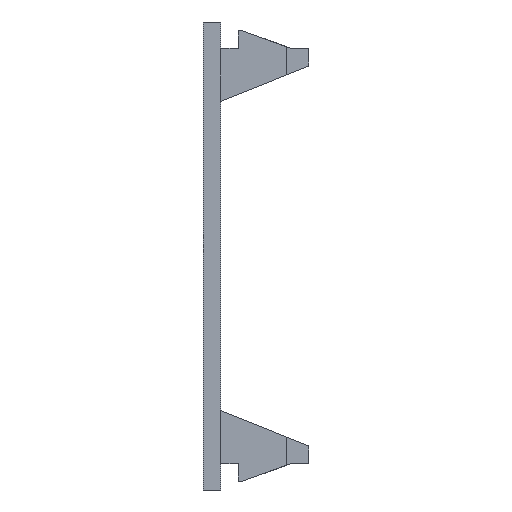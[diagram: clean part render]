
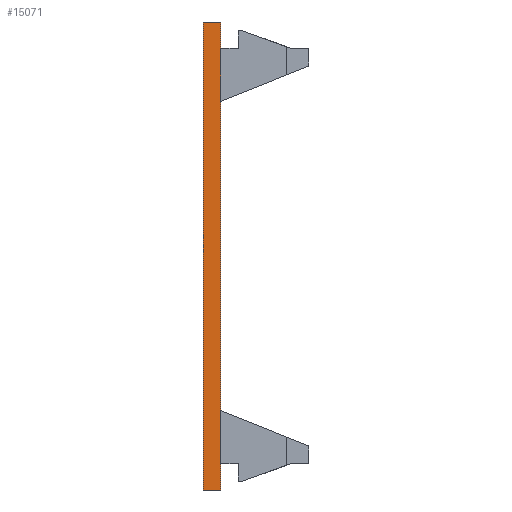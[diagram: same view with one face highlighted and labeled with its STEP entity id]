
A CAD part, left-side view. The second image highlights one B-rep face of the part: STEP entity #15071.
In plain terms, the highlighted planar face has unit normal (-1, 0, 0).
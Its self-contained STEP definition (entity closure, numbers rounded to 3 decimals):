
#15071=ADVANCED_FACE('',(#30804),#30805,.F.);
#30804=FACE_OUTER_BOUND('',#46528,.T.);
#30805=PLANE('',#46529);
#46528=EDGE_LOOP('',(#96673,#96674,#96675,#96676));
#46529=AXIS2_PLACEMENT_3D('',#96677,#96678,#96679);
#96673=ORIENTED_EDGE('',*,*,#96804,.T.);
#96674=ORIENTED_EDGE('',*,*,#116729,.T.);
#96675=ORIENTED_EDGE('',*,*,#116733,.T.);
#96676=ORIENTED_EDGE('',*,*,#116736,.T.);
#96677=CARTESIAN_POINT('',(0.0,11.0,26.5));
#96678=DIRECTION('',(1.0,0.0,0.0));
#96679=DIRECTION('',(0.0,1.0,-0.0));
#96804=EDGE_CURVE('',#116926,#116924,#116927,.T.);
#116729=EDGE_CURVE('',#116924,#146812,#146814,.T.);
#116733=EDGE_CURVE('',#146812,#146818,#146820,.T.);
#116736=EDGE_CURVE('',#146818,#116926,#146823,.T.);
#116924=VERTEX_POINT('',#147102);
#116926=VERTEX_POINT('',#147105);
#116927=LINE('',#147106,#147107);
#146812=VERTEX_POINT('',#191934);
#146814=LINE('',#191937,#191938);
#146818=VERTEX_POINT('',#191943);
#146820=LINE('',#191946,#191947);
#146823=LINE('',#191951,#191952);
#147102=CARTESIAN_POINT('',(0.0,10.0,53.0));
#147105=CARTESIAN_POINT('',(0.0,10.0,0.0));
#147106=CARTESIAN_POINT('',(0.0,10.0,26.5));
#147107=VECTOR('',#192048,1.0);
#191934=CARTESIAN_POINT('',(0.0,12.0,53.0));
#191937=CARTESIAN_POINT('',(0.0,10.0,53.0));
#191938=VECTOR('',#206992,1.0);
#191943=CARTESIAN_POINT('',(0.0,12.0,0.0));
#191946=CARTESIAN_POINT('',(0.0,12.0,53.0));
#191947=VECTOR('',#206995,1.0);
#191951=CARTESIAN_POINT('',(0.0,12.0,0.0));
#191952=VECTOR('',#206997,1.0);
#192048=DIRECTION('',(0.0,0.0,1.0));
#206992=DIRECTION('',(0.0,1.0,0.0));
#206995=DIRECTION('',(0.0,0.0,-1.0));
#206997=DIRECTION('',(0.0,-1.0,0.0));
